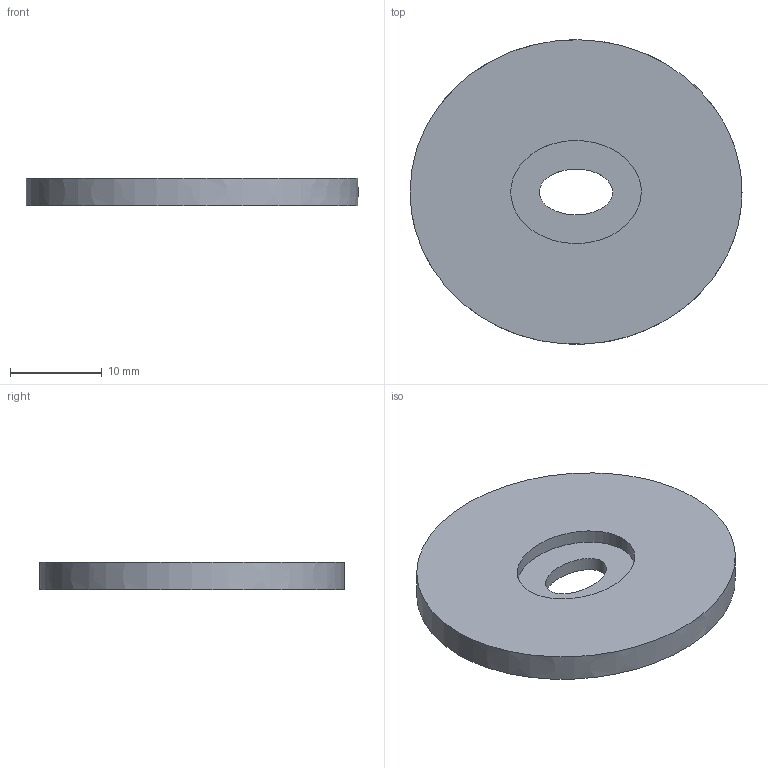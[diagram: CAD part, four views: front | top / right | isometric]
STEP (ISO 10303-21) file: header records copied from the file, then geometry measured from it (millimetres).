
FILE_DESCRIPTION(/* description */ (''),/* implementation_level */ '2;1');
FILE_NAME(/* name */ 'Microdrive-holder-with-extended-clip.step',/* time_stamp */ '2023-12-20T08:58:29-06:00',/* author */ (''),/* organization */ (''),/* preprocessor_version */ 'ST-DEVELOPER v19.2',/* originating_system */ 'Autodesk Translation Framework v12.4.0.73',/* authorisation */ '');
FILE_SCHEMA (('AUTOMOTIVE_DESIGN { 1 0 10303 214 3 1 1 }'));
Length unit declared in the file: millimetre
Products named in the file (1): Microdrive holder
Bounding box: 36.25 x 33.25 x 3 mm (x, y, z)
Volume: 2605.1 mm3; surface area: 2250.2 mm2
Topology: 1 solids, 1 shells, 6 faces, 9 edges, 6 vertices
Faces by surface type: bspline 3, plane 3
Entity records: 293 total; most frequent: CARTESIAN_POINT 158, ORIENTED_EDGE 18, DIRECTION 18, EDGE_LOOP 9, EDGE_CURVE 9, AXIS2_PLACEMENT_3D 8, FACE_OUTER_BOUND 6, VERTEX_POINT 6
